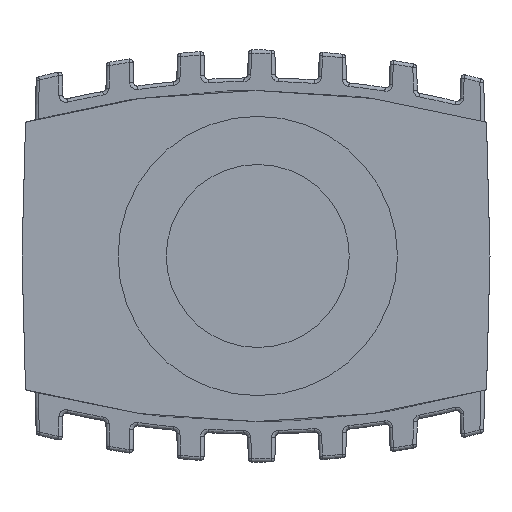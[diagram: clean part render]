
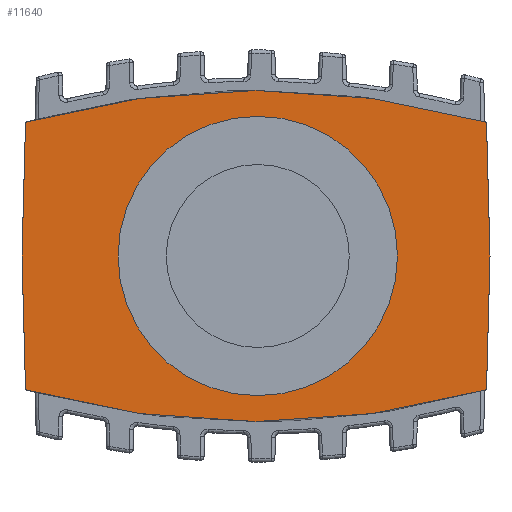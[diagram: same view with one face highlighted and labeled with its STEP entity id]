
A CAD part, front view. The second image highlights one B-rep face of the part: STEP entity #11640.
In plain terms, the highlighted planar face has unit normal (0, -1, 0).
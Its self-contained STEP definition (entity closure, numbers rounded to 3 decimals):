
#9392=CARTESIAN_POINT('',(32.748,0.,-19.153));
#9393=VERTEX_POINT('',#9392);
#9400=CARTESIAN_POINT('',(-33.248,0.,-19.153));
#9401=VERTEX_POINT('',#9400);
#9402=CARTESIAN_POINT('',(-0.25,0.,98.3));
#9403=DIRECTION('',(0.0,-1.0,0.0));
#9404=DIRECTION('',(-0.27,0.0,-0.963));
#9405=AXIS2_PLACEMENT_3D('',#9402,#9403,#9404);
#9406=CIRCLE('',#9405,122.);
#9407=EDGE_CURVE('',#9401,#9393,#9406,.T.);
#9434=CARTESIAN_POINT('',(18.038,0.,1.5));
#9435=VERTEX_POINT('',#9434);
#9442=CARTESIAN_POINT('',(18.038,0.,-1.5));
#9443=VERTEX_POINT('',#9442);
#9444=CARTESIAN_POINT('',(0.,0.,0.));
#9445=DIRECTION('',(0.0,1.0,0.0));
#9446=DIRECTION('',(0.997,0.0,0.083));
#9447=AXIS2_PLACEMENT_3D('',#9444,#9445,#9446);
#9448=CIRCLE('',#9447,18.1);
#9449=EDGE_CURVE('',#9443,#9435,#9448,.T.);
#11442=CARTESIAN_POINT('',(16.52,0.,-1.5));
#11443=VERTEX_POINT('',#11442);
#11450=CARTESIAN_POINT('',(16.52,0.,1.5));
#11451=VERTEX_POINT('',#11450);
#11452=CARTESIAN_POINT('',(16.52,0.,1.5));
#11453=DIRECTION('',(0.0,0.0,-1.0));
#11454=VECTOR('',#11453,3.);
#11455=LINE('',#11452,#11454);
#11456=EDGE_CURVE('',#11451,#11443,#11455,.T.);
#11571=CARTESIAN_POINT('',(18.038,0.,1.5));
#11572=DIRECTION('',(-1.0,0.0,0.0));
#11573=VECTOR('',#11572,1.517);
#11574=LINE('',#11571,#11573);
#11575=EDGE_CURVE('',#9435,#11451,#11574,.T.);
#11582=CARTESIAN_POINT('',(-0.25,0.,-4.512));
#11583=DIRECTION('',(0.0,-1.0,0.0));
#11584=DIRECTION('',(0.0,0.0,-1.0));
#11585=AXIS2_PLACEMENT_3D('',#11582,#11583,#11584);
#11586=PLANE('',#11585);
#11587=ORIENTED_EDGE('',*,*,#9407,.T.);
#11588=CARTESIAN_POINT('',(33.25,0.,0.));
#11589=VERTEX_POINT('',#11588);
#11590=CARTESIAN_POINT('',(32.748,0.,-19.153));
#11591=DIRECTION('',(0.026,0.,1.));
#11592=VECTOR('',#11591,19.159);
#11593=LINE('',#11590,#11592);
#11594=EDGE_CURVE('',#9393,#11589,#11593,.T.);
#11595=ORIENTED_EDGE('',*,*,#11594,.T.);
#11596=CARTESIAN_POINT('',(32.748,0.,19.153));
#11597=VERTEX_POINT('',#11596);
#11598=CARTESIAN_POINT('',(33.25,0.,0.));
#11599=DIRECTION('',(-0.026,0.,1.));
#11600=VECTOR('',#11599,19.159);
#11601=LINE('',#11598,#11600);
#11602=EDGE_CURVE('',#11589,#11597,#11601,.T.);
#11603=ORIENTED_EDGE('',*,*,#11602,.T.);
#11604=CARTESIAN_POINT('',(-33.248,0.,19.153));
#11605=VERTEX_POINT('',#11604);
#11606=CARTESIAN_POINT('',(-0.25,0.,-98.3));
#11607=DIRECTION('',(0.0,-1.0,0.0));
#11608=DIRECTION('',(0.27,0.0,0.963));
#11609=AXIS2_PLACEMENT_3D('',#11606,#11607,#11608);
#11610=CIRCLE('',#11609,122.);
#11611=EDGE_CURVE('',#11597,#11605,#11610,.T.);
#11612=ORIENTED_EDGE('',*,*,#11611,.T.);
#11613=CARTESIAN_POINT('',(-33.75,0.,0.));
#11614=VERTEX_POINT('',#11613);
#11615=CARTESIAN_POINT('',(-33.248,0.,19.153));
#11616=DIRECTION('',(-0.026,0.,-1.));
#11617=VECTOR('',#11616,19.159);
#11618=LINE('',#11615,#11617);
#11619=EDGE_CURVE('',#11605,#11614,#11618,.T.);
#11620=ORIENTED_EDGE('',*,*,#11619,.T.);
#11621=CARTESIAN_POINT('',(-33.75,0.,0.));
#11622=DIRECTION('',(0.026,0.,-1.));
#11623=VECTOR('',#11622,19.159);
#11624=LINE('',#11621,#11623);
#11625=EDGE_CURVE('',#11614,#9401,#11624,.T.);
#11626=ORIENTED_EDGE('',*,*,#11625,.T.);
#11627=EDGE_LOOP('',(#11587,#11595,#11603,#11612,#11620,#11626));
#11628=FACE_OUTER_BOUND('',#11627,.T.);
#11629=ORIENTED_EDGE('',*,*,#11456,.T.);
#11630=CARTESIAN_POINT('',(16.52,0.,-1.5));
#11631=DIRECTION('',(1.0,0.0,0.0));
#11632=VECTOR('',#11631,1.517);
#11633=LINE('',#11630,#11632);
#11634=EDGE_CURVE('',#11443,#9443,#11633,.T.);
#11635=ORIENTED_EDGE('',*,*,#11634,.T.);
#11636=ORIENTED_EDGE('',*,*,#9449,.T.);
#11637=ORIENTED_EDGE('',*,*,#11575,.T.);
#11638=EDGE_LOOP('',(#11629,#11635,#11636,#11637));
#11639=FACE_BOUND('',#11638,.T.);
#11640=ADVANCED_FACE('',(#11628,#11639),#11586,.T.);
